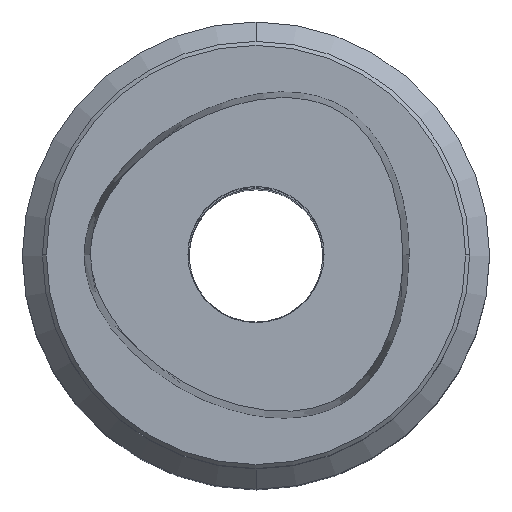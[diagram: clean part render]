
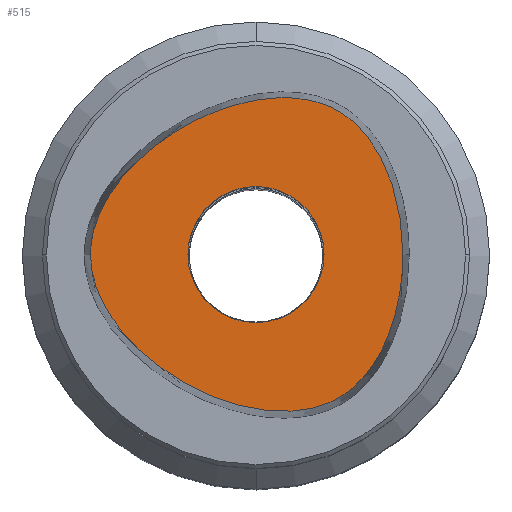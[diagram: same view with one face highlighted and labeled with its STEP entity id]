
A CAD part, top view. The second image highlights one B-rep face of the part: STEP entity #515.
In plain terms, the highlighted planar face has unit normal (0, 0, 1).
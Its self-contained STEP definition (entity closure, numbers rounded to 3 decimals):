
#6=CARTESIAN_POINT('',(-12.4,0.,19.));
#7=CARTESIAN_POINT('',(-12.4,-3.649,19.));
#8=CARTESIAN_POINT('',(-6.32,-10.947,19.));
#9=CARTESIAN_POINT('',(7.72,-13.371,19.));
#10=CARTESIAN_POINT('',(11.,-4.457,19.));
#11=CARTESIAN_POINT('',(11.,0.,19.));
#17=CARTESIAN_POINT('',(11.,0.,19.));
#18=CARTESIAN_POINT('',(11.,4.457,19.));
#19=CARTESIAN_POINT('',(7.72,13.371,19.));
#20=CARTESIAN_POINT('',(-6.32,10.947,19.));
#21=CARTESIAN_POINT('',(-12.4,3.649,19.));
#22=CARTESIAN_POINT('',(-12.4,0.,19.));
#27=CARTESIAN_POINT('',(0.,0.,19.));
#28=DIRECTION('',(0.,0.,-1.));
#29=DIRECTION('',(-1.,0.,0.));
#30=AXIS2_PLACEMENT_3D('',#27,#28,#29);
#35=CARTESIAN_POINT('',(0.,0.,19.));
#36=DIRECTION('',(0.,0.,-1.));
#37=DIRECTION('',(1.,0.,0.));
#38=AXIS2_PLACEMENT_3D('',#35,#36,#37);
#466=VERTEX_POINT('',#6);
#467=VERTEX_POINT('',#11);
#470=CARTESIAN_POINT('',(-5.1,0.,19.));
#471=CARTESIAN_POINT('',(5.1,0.,19.));
#472=VERTEX_POINT('',#470);
#473=VERTEX_POINT('',#471);
#498=CARTESIAN_POINT('',(0.,0.,19.));
#499=DIRECTION('',(0.,0.,-1.));
#500=DIRECTION('',(-1.,0.,0.));
#501=AXIS2_PLACEMENT_3D('',#498,#499,#500);
#502=PLANE('',#501);
#504=ORIENTED_EDGE('',*,*,#503,.F.);
#506=ORIENTED_EDGE('',*,*,#505,.F.);
#507=EDGE_LOOP('',(#504,#506));
#508=FACE_OUTER_BOUND('',#507,.F.);
#510=ORIENTED_EDGE('',*,*,#509,.F.);
#512=ORIENTED_EDGE('',*,*,#511,.F.);
#513=EDGE_LOOP('',(#510,#512));
#514=FACE_BOUND('',#513,.F.);
#12=B_SPLINE_CURVE_WITH_KNOTS('',3,(#6,#7,#8,#9,#10,#11),.UNSPECIFIED.,.F.,.F.,(
4,1,1,4),(0.,0.333,0.667,1.),.UNSPECIFIED.);
#23=B_SPLINE_CURVE_WITH_KNOTS('',3,(#17,#18,#19,#20,#21,#22),.UNSPECIFIED.,.F.,
.F.,(4,1,1,4),(0.,0.333,0.667,1.),.UNSPECIFIED.);
#31=CIRCLE('',#30,5.1);
#39=CIRCLE('',#38,5.1);
#503=EDGE_CURVE('',#466,#467,#12,.T.);
#505=EDGE_CURVE('',#467,#466,#23,.T.);
#509=EDGE_CURVE('',#472,#473,#31,.T.);
#511=EDGE_CURVE('',#473,#472,#39,.T.);
#515=ADVANCED_FACE('',(#508,#514),#502,.F.);
